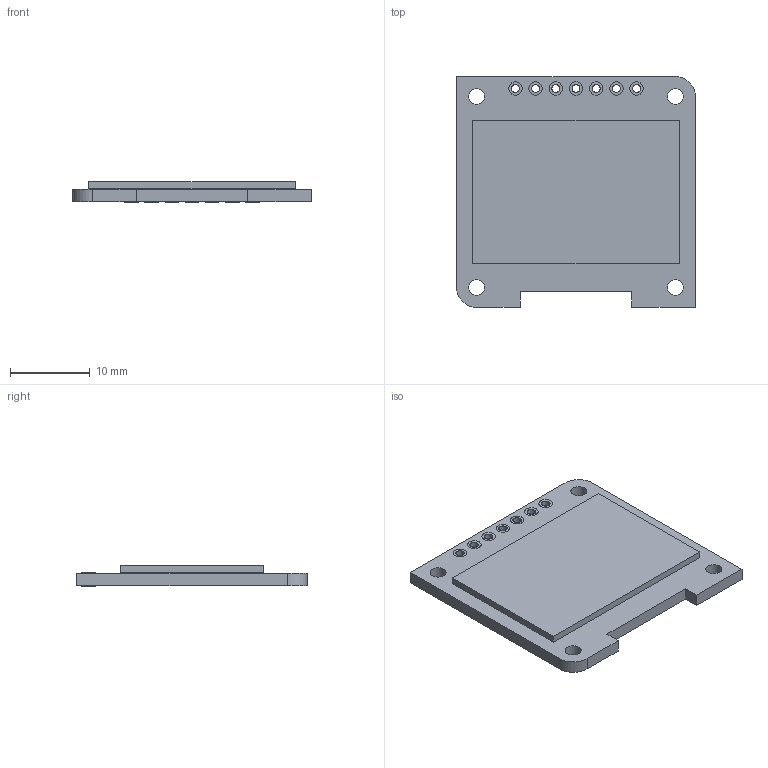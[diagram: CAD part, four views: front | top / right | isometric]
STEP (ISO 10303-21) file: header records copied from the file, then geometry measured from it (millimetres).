
FILE_DESCRIPTION(('FreeCAD Model'),'2;1');
FILE_NAME('OLED_0.96_SSD1306.step', '2019-11-30T16:15:26',('Author'),(''), 'Open CASCADE STEP processor 7.2','FreeCAD','Unknown');
FILE_SCHEMA(('AUTOMOTIVE_DESIGN { 1 0 10303 214 1 1 1 1 }'));
Length unit declared in the file: millimetre
Products named in the file (4): OLED_0.96"_SSD1306; PCB; Contacts; Screen
Assembly tree (3 placements, depth 2):
  OLED_0.96"_SSD1306
    PCB
    Contacts
    Screen
Bounding box: 30 x 29 x 2.55 mm (x, y, z)
Volume: 1748.3 mm3; surface area: 3086.5 mm2
Topology: 3 solids, 3 shells, 94 faces, 198 edges, 124 vertices
Faces by surface type: plane 60, cylinder 34
Full cylindrical faces by diameter (mm): 1 x7, 1.1 x7, 1.7 x14, 2 x4
Entity records: 2663 total; most frequent: DIRECTION 462, CARTESIAN_POINT 420, ORIENTED_EDGE 396, EDGE_CURVE 198, AXIS2_PLACEMENT_3D 166, FACE_BOUND 144, EDGE_LOOP 144, LINE 130
